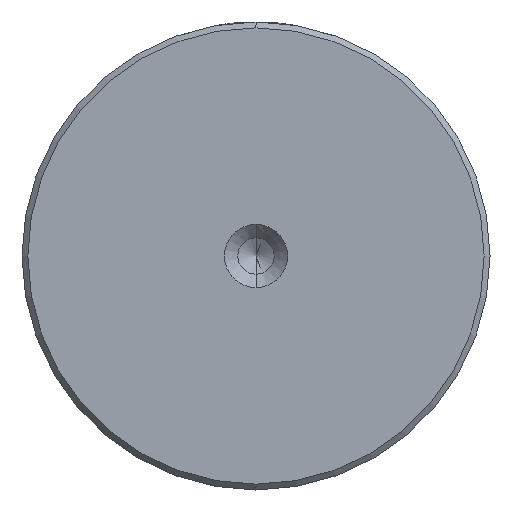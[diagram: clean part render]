
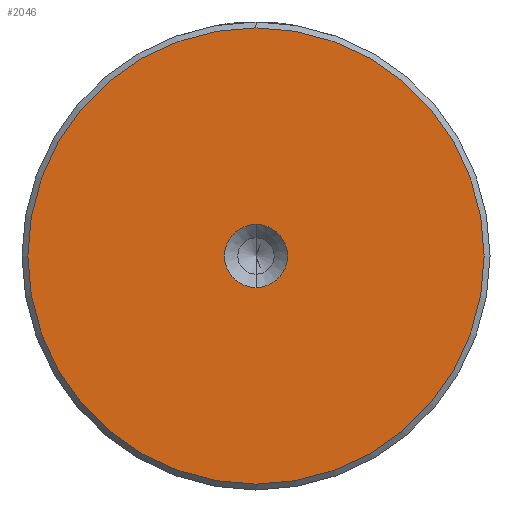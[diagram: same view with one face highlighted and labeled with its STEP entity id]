
A CAD part, left-side view. The second image highlights one B-rep face of the part: STEP entity #2046.
In plain terms, the highlighted planar face has unit normal (-1, 0, 0).
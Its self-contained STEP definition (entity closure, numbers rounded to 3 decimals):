
#110 = DIRECTION ( 'NONE',  ( -1., 0., 0. ) ) ;
#140 = VERTEX_POINT ( 'NONE', #2247 ) ;
#145 = DIRECTION ( 'NONE',  ( 0., 0., 1. ) ) ;
#158 = DIRECTION ( 'NONE',  ( -1., 0., 0. ) ) ;
#165 = CARTESIAN_POINT ( 'NONE',  ( 0., 0., 0. ) ) ;
#214 = VERTEX_POINT ( 'NONE', #1884 ) ;
#241 = VERTEX_POINT ( 'NONE', #1671 ) ;
#243 = CIRCLE ( 'NONE', #954, 2.7 ) ;
#253 = DIRECTION ( 'NONE',  ( 0., 0., 1. ) ) ;
#265 = DIRECTION ( 'NONE',  ( -1., 0., 0. ) ) ;
#276 = AXIS2_PLACEMENT_3D ( 'NONE', #2221, #1088, #2396 ) ;
#417 = EDGE_CURVE ( 'NONE', #140, #241, #243, .T. ) ;
#434 = CARTESIAN_POINT ( 'NONE',  ( 0., 0., 0. ) ) ;
#572 = AXIS2_PLACEMENT_3D ( 'NONE', #1027, #2340, #1215 ) ;
#641 = AXIS2_PLACEMENT_3D ( 'NONE', #434, #265, #253 ) ;
#652 = EDGE_CURVE ( 'NONE', #241, #140, #1607, .T. ) ;
#908 = EDGE_LOOP ( 'NONE', ( #1346, #1248 ) ) ;
#942 = CIRCLE ( 'NONE', #2353, 19.5 ) ;
#954 = AXIS2_PLACEMENT_3D ( 'NONE', #165, #158, #145 ) ;
#1027 = CARTESIAN_POINT ( 'NONE',  ( 0., 0., 0. ) ) ;
#1088 = DIRECTION ( 'NONE',  ( -1., 0., 0. ) ) ;
#1215 = DIRECTION ( 'NONE',  ( 0., 0., 1. ) ) ;
#1248 = ORIENTED_EDGE ( 'NONE', *, *, #1586, .T. ) ;
#1260 = CARTESIAN_POINT ( 'NONE',  ( 0., 0., 0. ) ) ;
#1318 = FACE_OUTER_BOUND ( 'NONE', #908, .T. ) ;
#1346 = ORIENTED_EDGE ( 'NONE', *, *, #1498, .T. ) ;
#1378 = FACE_BOUND ( 'NONE', #1852, .T. ) ;
#1384 = CARTESIAN_POINT ( 'NONE',  ( 0., 0., 19.5 ) ) ;
#1446 = DIRECTION ( 'NONE',  ( 0., 0., 1. ) ) ;
#1498 = EDGE_CURVE ( 'NONE', #214, #2417, #942, .T. ) ;
#1586 = EDGE_CURVE ( 'NONE', #2417, #214, #2156, .T. ) ;
#1607 = CIRCLE ( 'NONE', #641, 2.7 ) ;
#1671 = CARTESIAN_POINT ( 'NONE',  ( 0., 0., -2.7 ) ) ;
#1715 = ORIENTED_EDGE ( 'NONE', *, *, #417, .F. ) ;
#1852 = EDGE_LOOP ( 'NONE', ( #1715, #1947 ) ) ;
#1884 = CARTESIAN_POINT ( 'NONE',  ( 0., 0., -19.5 ) ) ;
#1947 = ORIENTED_EDGE ( 'NONE', *, *, #652, .F. ) ;
#2046 = ADVANCED_FACE ( 'NONE', ( #1318, #1378 ), #2161, .T. ) ;
#2156 = CIRCLE ( 'NONE', #276, 19.5 ) ;
#2161 = PLANE ( 'NONE',  #572 ) ;
#2221 = CARTESIAN_POINT ( 'NONE',  ( 0., 0., 0. ) ) ;
#2247 = CARTESIAN_POINT ( 'NONE',  ( 0., 0., 2.7 ) ) ;
#2340 = DIRECTION ( 'NONE',  ( -1., 0., 0. ) ) ;
#2353 = AXIS2_PLACEMENT_3D ( 'NONE', #1260, #110, #1446 ) ;
#2396 = DIRECTION ( 'NONE',  ( 0., 0., 1. ) ) ;
#2417 = VERTEX_POINT ( 'NONE', #1384 ) ;
